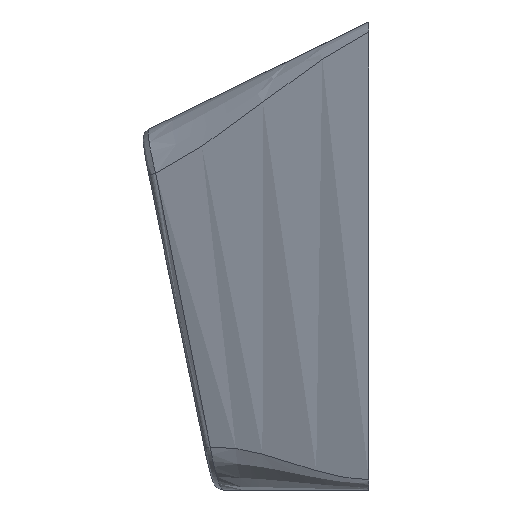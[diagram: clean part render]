
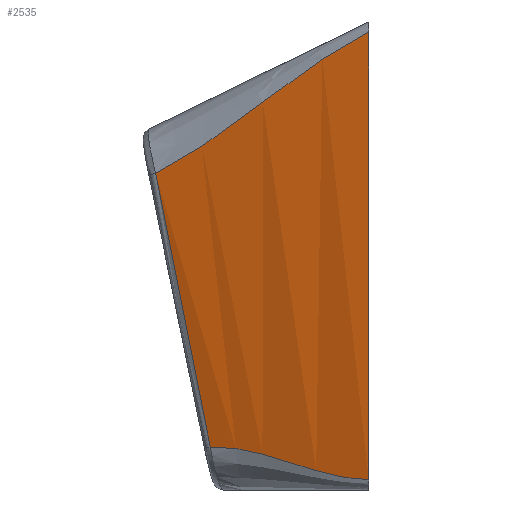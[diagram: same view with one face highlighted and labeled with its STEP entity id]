
A CAD part, left-side view. The second image highlights one B-rep face of the part: STEP entity #2535.
In plain terms, the highlighted free-form (B-spline) face has degree [3, 1] with [6, 2] control points.
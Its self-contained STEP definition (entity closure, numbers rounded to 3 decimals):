
#2312=VERTEX_POINT('',#2313);
#2313=CARTESIAN_POINT('',(0.0,0.0,-0.383));
#2325=EDGE_CURVE('',#2312,#2326,#2328,.F.);
#2326=VERTEX_POINT('',#2327);
#2327=CARTESIAN_POINT('',(0.0,0.0,-17.6));
#2328=LINE('',#2329,#2330);
#2329=CARTESIAN_POINT('',(0.0,0.0,0.0));
#2330=VECTOR('',#2331,1.0);
#2331=DIRECTION('',(0.0,0.0,1.0));
#2535=ADVANCED_FACE('',(#2536),#2647,.F.);
#2536=FACE_BOUND('',#2537,.T.);
#2537=EDGE_LOOP('',(#2538,#2584,#2599,#2646));
#2538=ORIENTED_EDGE('',*,*,#2539,.T.);
#2539=EDGE_CURVE('',#2312,#2540,#2542,.T.);
#2540=VERTEX_POINT('',#2541);
#2541=CARTESIAN_POINT('',(2.904,8.189,-5.825));
#2542=B_SPLINE_CURVE_WITH_KNOTS('',4,(#2543,#2544,#2545,#2546,#2547,#2548,#2549,#2550,#2551,#2552,#2553,#2554,#2555,#2556,#2557,#2558,#2559,#2560,#2561,#2562,#2563,#2564,#2565,#2566,#2567,#2568,#2569,#2570,#2571,#2572,#2573,#2574,#2575,#2576,#2577,#2578,#2579,#2580,#2581,#2582,#2583),.UNSPECIFIED.,.F.,.U.,(5,4,4,4,4,4,4,4,4,4,5),(0.0,0.125,0.25,0.375,0.5,0.625,0.75,0.875,0.938,0.969,0.97),.UNSPECIFIED.);
#2543=CARTESIAN_POINT('',(0.,0.,-0.383));
#2544=CARTESIAN_POINT('',(0.092,0.267,-0.517));
#2545=CARTESIAN_POINT('',(0.185,0.539,-0.664));
#2546=CARTESIAN_POINT('',(0.28,0.815,-0.823));
#2547=CARTESIAN_POINT('',(0.377,1.096,-0.993));
#2548=CARTESIAN_POINT('',(0.464,1.35,-1.148));
#2549=CARTESIAN_POINT('',(0.555,1.612,-1.315));
#2550=CARTESIAN_POINT('',(0.648,1.881,-1.494));
#2551=CARTESIAN_POINT('',(0.744,2.157,-1.683));
#2552=CARTESIAN_POINT('',(0.827,2.394,-1.847));
#2553=CARTESIAN_POINT('',(0.915,2.647,-2.026));
#2554=CARTESIAN_POINT('',(1.008,2.914,-2.219));
#2555=CARTESIAN_POINT('',(1.107,3.195,-2.426));
#2556=CARTESIAN_POINT('',(1.177,3.392,-2.572));
#2557=CARTESIAN_POINT('',(1.261,3.63,-2.75));
#2558=CARTESIAN_POINT('',(1.359,3.906,-2.958));
#2559=CARTESIAN_POINT('',(1.471,4.222,-3.195));
#2560=CARTESIAN_POINT('',(1.613,4.619,-3.495));
#2561=CARTESIAN_POINT('',(1.722,4.922,-3.72));
#2562=CARTESIAN_POINT('',(1.798,5.131,-3.876));
#2563=CARTESIAN_POINT('',(1.84,5.249,-3.962));
#2564=CARTESIAN_POINT('',(1.946,5.542,-4.177));
#2565=CARTESIAN_POINT('',(2.044,5.813,-4.37));
#2566=CARTESIAN_POINT('',(2.134,6.062,-4.544));
#2567=CARTESIAN_POINT('',(2.217,6.289,-4.698));
#2568=CARTESIAN_POINT('',(2.321,6.575,-4.89));
#2569=CARTESIAN_POINT('',(2.419,6.847,-5.067));
#2570=CARTESIAN_POINT('',(2.514,7.107,-5.227));
#2571=CARTESIAN_POINT('',(2.604,7.355,-5.373));
#2572=CARTESIAN_POINT('',(2.654,7.495,-5.455));
#2573=CARTESIAN_POINT('',(2.704,7.633,-5.533));
#2574=CARTESIAN_POINT('',(2.753,7.769,-5.607));
#2575=CARTESIAN_POINT('',(2.801,7.902,-5.677));
#2576=CARTESIAN_POINT('',(2.821,7.959,-5.708));
#2577=CARTESIAN_POINT('',(2.845,8.024,-5.742));
#2578=CARTESIAN_POINT('',(2.871,8.098,-5.779));
#2579=CARTESIAN_POINT('',(2.9,8.179,-5.82));
#2580=CARTESIAN_POINT('',(2.901,8.182,-5.822));
#2581=CARTESIAN_POINT('',(2.902,8.184,-5.823));
#2582=CARTESIAN_POINT('',(2.903,8.187,-5.824));
#2583=CARTESIAN_POINT('',(2.904,8.189,-5.825));
#2584=ORIENTED_EDGE('',*,*,#2585,.T.);
#2585=EDGE_CURVE('',#2540,#2586,#2588,.T.);
#2586=VERTEX_POINT('',#2587);
#2587=CARTESIAN_POINT('',(2.885,6.09,-16.347));
#2588=B_SPLINE_CURVE_WITH_KNOTS('',3,(#2589,#2590,#2591,#2592,#2593,#2594,#2595,#2596,#2597,#2598),.UNSPECIFIED.,.F.,.U.,(4,2,2,2,4),(-5.158,0.,5.365,10.73,15.888),.UNSPECIFIED.);
#2589=CARTESIAN_POINT('',(2.912,9.206,-0.768));
#2590=CARTESIAN_POINT('',(2.909,8.866,-2.454));
#2591=CARTESIAN_POINT('',(2.906,8.527,-4.14));
#2592=CARTESIAN_POINT('',(2.901,7.837,-7.579));
#2593=CARTESIAN_POINT('',(2.898,7.486,-9.332));
#2594=CARTESIAN_POINT('',(2.891,6.786,-12.839));
#2595=CARTESIAN_POINT('',(2.888,6.437,-14.593));
#2596=CARTESIAN_POINT('',(2.881,5.756,-18.034));
#2597=CARTESIAN_POINT('',(2.878,5.423,-19.72));
#2598=CARTESIAN_POINT('',(2.875,5.093,-21.408));
#2599=ORIENTED_EDGE('',*,*,#2600,.T.);
#2600=EDGE_CURVE('',#2586,#2326,#2601,.T.);
#2601=B_SPLINE_CURVE_WITH_KNOTS('',4,(#2602,#2603,#2604,#2605,#2606,#2607,#2608,#2609,#2610,#2611,#2612,#2613,#2614,#2615,#2616,#2617,#2618,#2619,#2620,#2621,#2622,#2623,#2624,#2625,#2626,#2627,#2628,#2629,#2630,#2631,#2632,#2633,#2634,#2635,#2636,#2637,#2638,#2639,#2640,#2641,#2642,#2643,#2644,#2645),.UNSPECIFIED.,.F.,.U.,(5,4,4,4,4,4,4,3,4,4,4,5),(0.035,0.063,0.125,0.25,0.375,0.438,0.5,0.509,0.625,0.75,0.875,1.0),.UNSPECIFIED.);
#2602=CARTESIAN_POINT('',(2.885,6.09,-16.347));
#2603=CARTESIAN_POINT('',(2.86,6.038,-16.346));
#2604=CARTESIAN_POINT('',(2.84,5.996,-16.345));
#2605=CARTESIAN_POINT('',(2.825,5.962,-16.344));
#2606=CARTESIAN_POINT('',(2.813,5.938,-16.344));
#2607=CARTESIAN_POINT('',(2.768,5.841,-16.344));
#2608=CARTESIAN_POINT('',(2.722,5.742,-16.346));
#2609=CARTESIAN_POINT('',(2.676,5.642,-16.351));
#2610=CARTESIAN_POINT('',(2.629,5.54,-16.358));
#2611=CARTESIAN_POINT('',(2.545,5.358,-16.371));
#2612=CARTESIAN_POINT('',(2.456,5.165,-16.393));
#2613=CARTESIAN_POINT('',(2.362,4.961,-16.425));
#2614=CARTESIAN_POINT('',(2.263,4.746,-16.467));
#2615=CARTESIAN_POINT('',(2.186,4.577,-16.501));
#2616=CARTESIAN_POINT('',(2.099,4.389,-16.543));
#2617=CARTESIAN_POINT('',(2.004,4.181,-16.595));
#2618=CARTESIAN_POINT('',(1.899,3.954,-16.659));
#2619=CARTESIAN_POINT('',(1.862,3.873,-16.681));
#2620=CARTESIAN_POINT('',(1.819,3.78,-16.708));
#2621=CARTESIAN_POINT('',(1.77,3.675,-16.739));
#2622=CARTESIAN_POINT('',(1.716,3.558,-16.774));
#2623=CARTESIAN_POINT('',(1.67,3.459,-16.804));
#2624=CARTESIAN_POINT('',(1.624,3.36,-16.835));
#2625=CARTESIAN_POINT('',(1.578,3.261,-16.866));
#2626=CARTESIAN_POINT('',(1.531,3.163,-16.897));
#2627=CARTESIAN_POINT('',(1.523,3.146,-16.903));
#2628=CARTESIAN_POINT('',(1.516,3.129,-16.908));
#2629=CARTESIAN_POINT('',(1.508,3.112,-16.913));
#2630=CARTESIAN_POINT('',(1.404,2.89,-16.984));
#2631=CARTESIAN_POINT('',(1.315,2.701,-17.045));
#2632=CARTESIAN_POINT('',(1.233,2.529,-17.1));
#2633=CARTESIAN_POINT('',(1.158,2.371,-17.149));
#2634=CARTESIAN_POINT('',(1.055,2.157,-17.215));
#2635=CARTESIAN_POINT('',(0.958,1.954,-17.275));
#2636=CARTESIAN_POINT('',(0.865,1.762,-17.329));
#2637=CARTESIAN_POINT('',(0.777,1.581,-17.375));
#2638=CARTESIAN_POINT('',(0.676,1.372,-17.428));
#2639=CARTESIAN_POINT('',(0.578,1.172,-17.473));
#2640=CARTESIAN_POINT('',(0.483,0.978,-17.51));
#2641=CARTESIAN_POINT('',(0.39,0.79,-17.539));
#2642=CARTESIAN_POINT('',(0.291,0.589,-17.569));
#2643=CARTESIAN_POINT('',(0.193,0.391,-17.59));
#2644=CARTESIAN_POINT('',(0.096,0.194,-17.6));
#2645=CARTESIAN_POINT('',(0.,0.,-17.6));
#2646=ORIENTED_EDGE('',*,*,#2325,.F.);
#2647=B_SPLINE_SURFACE_WITH_KNOTS('',3,1,((#2648,#2649),(#2650,#2651),(#2652,#2653),(#2654,#2655),(#2656,#2657),(#2658,#2659)),.UNSPECIFIED.,.F.,.F.,.U.,(4,2,4),(2,2),(0.0,0.5,1.0),(0.0,1.0),.UNSPECIFIED.);
#2648=CARTESIAN_POINT('',(0.0,0.0,-18.0));
#2649=CARTESIAN_POINT('',(0.0,0.0,0.0));
#2650=CARTESIAN_POINT('',(0.5,1.0,-18.0));
#2651=CARTESIAN_POINT('',(0.5,1.467,-0.714));
#2652=CARTESIAN_POINT('',(1.0,2.0,-18.0));
#2653=CARTESIAN_POINT('',(1.0,2.933,-1.428));
#2654=CARTESIAN_POINT('',(2.0,4.0,-18.0));
#2655=CARTESIAN_POINT('',(2.0,5.867,-2.855));
#2656=CARTESIAN_POINT('',(2.5,5.0,-18.0));
#2657=CARTESIAN_POINT('',(2.5,7.333,-3.569));
#2658=CARTESIAN_POINT('',(3.0,6.0,-18.0));
#2659=CARTESIAN_POINT('',(3.0,8.8,-4.283));
